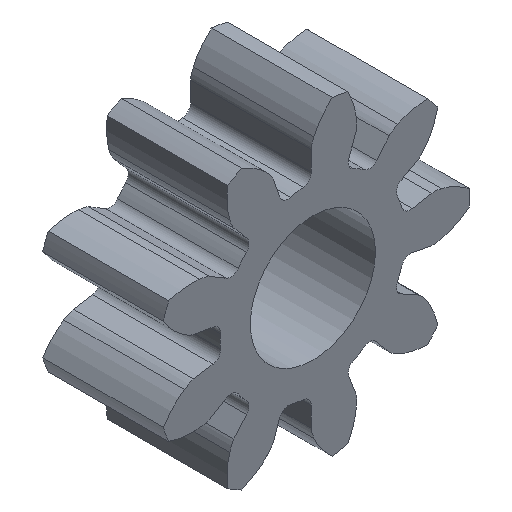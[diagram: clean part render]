
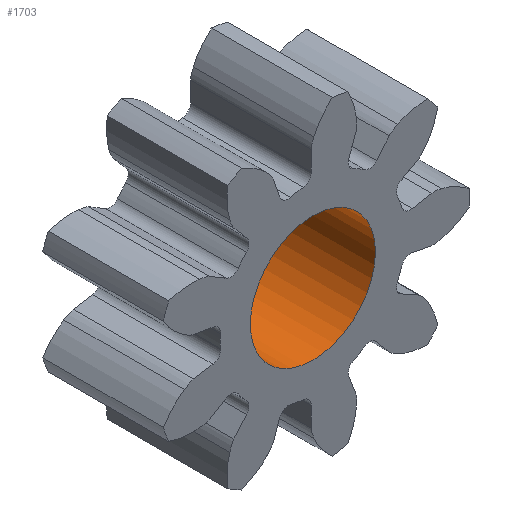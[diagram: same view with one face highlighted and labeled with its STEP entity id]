
A CAD part, isometric view. The second image highlights one B-rep face of the part: STEP entity #1703.
In plain terms, the highlighted cylindrical face has radius 2.75 mm (diameter 5.5 mm), a full revolution.
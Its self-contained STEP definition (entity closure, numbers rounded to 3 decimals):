
#149=FACE_OUTER_BOUND('',#242,.T.);
#242=EDGE_LOOP('',(#1120,#1121,#1122,#1123));
#337=LINE('',#2344,#464);
#464=VECTOR('',#1951,2.75);
#591=CIRCLE('',#1812,2.75);
#592=CIRCLE('',#1813,2.75);
#665=VERTEX_POINT('',#2341);
#666=VERTEX_POINT('',#2343);
#847=EDGE_CURVE('',#665,#665,#591,.T.);
#848=EDGE_CURVE('',#665,#666,#337,.T.);
#849=EDGE_CURVE('',#666,#666,#592,.T.);
#1120=ORIENTED_EDGE('',*,*,#847,.F.);
#1121=ORIENTED_EDGE('',*,*,#848,.T.);
#1122=ORIENTED_EDGE('',*,*,#849,.T.);
#1123=ORIENTED_EDGE('',*,*,#848,.F.);
#1666=CYLINDRICAL_SURFACE('',#1811,2.75);
#1703=ADVANCED_FACE('',(#149),#1666,.F.);
#1811=AXIS2_PLACEMENT_3D('',#2340,#1947,#1948);
#1812=AXIS2_PLACEMENT_3D('',#2342,#1949,#1950);
#1813=AXIS2_PLACEMENT_3D('',#2345,#1952,#1953);
#1947=DIRECTION('center_axis',(0.,1.,0.));
#1948=DIRECTION('ref_axis',(1.,0.,0.));
#1949=DIRECTION('center_axis',(0.,-1.,0.));
#1950=DIRECTION('ref_axis',(1.,0.,0.));
#1951=DIRECTION('',(0.,-1.,0.));
#1952=DIRECTION('center_axis',(0.,-1.,0.));
#1953=DIRECTION('ref_axis',(1.,0.,0.));
#2340=CARTESIAN_POINT('Origin',(0.,0.,0.));
#2341=CARTESIAN_POINT('',(-2.75,5.3,0.));
#2342=CARTESIAN_POINT('Origin',(0.,5.3,0.));
#2343=CARTESIAN_POINT('',(-2.75,0.,0.));
#2344=CARTESIAN_POINT('',(-2.75,0.,0.));
#2345=CARTESIAN_POINT('Origin',(0.,0.,0.));
